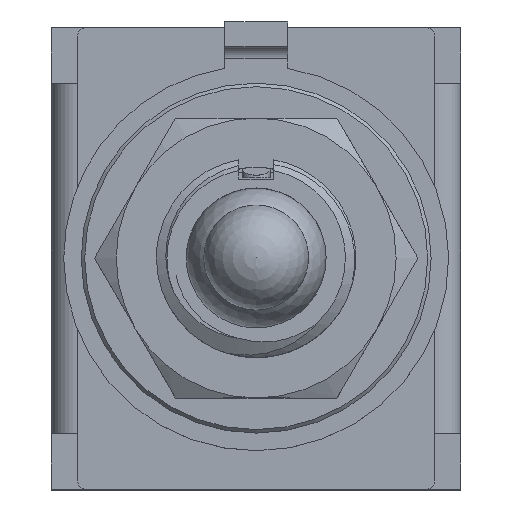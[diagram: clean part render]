
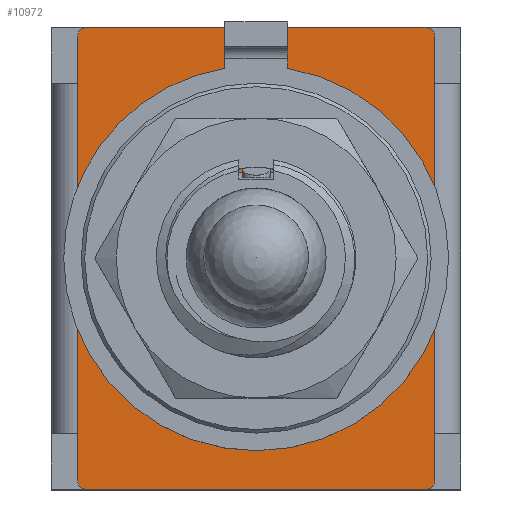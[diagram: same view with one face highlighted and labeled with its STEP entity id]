
A CAD part, top view. The second image highlights one B-rep face of the part: STEP entity #10972.
In plain terms, the highlighted planar face has unit normal (0, 0, 1).
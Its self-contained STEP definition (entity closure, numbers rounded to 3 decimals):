
#10535 = EDGE_CURVE('',#10536,#10538,#10540,.T.);
#10536 = VERTEX_POINT('',#10537);
#10537 = CARTESIAN_POINT('',(-4.85,6.6,0.));
#10538 = VERTEX_POINT('',#10539);
#10539 = CARTESIAN_POINT('',(4.85,6.6,0.));
#10540 = LINE('',#10541,#10542);
#10541 = CARTESIAN_POINT('',(-5.1,6.6,0.));
#10542 = VECTOR('',#10543,1.);
#10543 = DIRECTION('',(1.,0.,0.));
#10566 = EDGE_CURVE('',#10536,#10567,#10569,.T.);
#10567 = VERTEX_POINT('',#10568);
#10568 = CARTESIAN_POINT('',(-5.1,6.35,0.));
#10569 = CIRCLE('',#10570,0.25);
#10570 = AXIS2_PLACEMENT_3D('',#10571,#10572,#10573);
#10571 = CARTESIAN_POINT('',(-4.85,6.35,0.));
#10572 = DIRECTION('',(0.,-0.,1.));
#10573 = DIRECTION('',(0.,1.,0.));
#10591 = EDGE_CURVE('',#10592,#10538,#10594,.T.);
#10592 = VERTEX_POINT('',#10593);
#10593 = CARTESIAN_POINT('',(5.1,6.35,0.));
#10594 = CIRCLE('',#10595,0.25);
#10595 = AXIS2_PLACEMENT_3D('',#10596,#10597,#10598);
#10596 = CARTESIAN_POINT('',(4.85,6.35,0.));
#10597 = DIRECTION('',(0.,-0.,1.));
#10598 = DIRECTION('',(0.,1.,0.));
#10616 = EDGE_CURVE('',#10617,#10567,#10619,.T.);
#10617 = VERTEX_POINT('',#10618);
#10618 = CARTESIAN_POINT('',(-5.1,5.,0.));
#10619 = LINE('',#10620,#10621);
#10620 = CARTESIAN_POINT('',(-5.1,-6.6,0.));
#10621 = VECTOR('',#10622,1.);
#10622 = DIRECTION('',(0.,1.,0.));
#10640 = EDGE_CURVE('',#10592,#10641,#10643,.T.);
#10641 = VERTEX_POINT('',#10642);
#10642 = CARTESIAN_POINT('',(5.1,5.,0.));
#10643 = LINE('',#10644,#10645);
#10644 = CARTESIAN_POINT('',(5.1,6.6,0.));
#10645 = VECTOR('',#10646,1.);
#10646 = DIRECTION('',(0.,-1.,0.));
#10730 = EDGE_CURVE('',#10731,#10733,#10735,.T.);
#10731 = VERTEX_POINT('',#10732);
#10732 = CARTESIAN_POINT('',(-5.1,-6.35,0.));
#10733 = VERTEX_POINT('',#10734);
#10734 = CARTESIAN_POINT('',(-5.1,-5.,0.));
#10735 = LINE('',#10736,#10737);
#10736 = CARTESIAN_POINT('',(-5.1,-6.6,0.));
#10737 = VECTOR('',#10738,1.);
#10738 = DIRECTION('',(0.,1.,0.));
#10761 = EDGE_CURVE('',#10762,#10764,#10766,.T.);
#10762 = VERTEX_POINT('',#10763);
#10763 = CARTESIAN_POINT('',(5.1,-5.,0.));
#10764 = VERTEX_POINT('',#10765);
#10765 = CARTESIAN_POINT('',(5.1,-6.35,0.));
#10766 = LINE('',#10767,#10768);
#10767 = CARTESIAN_POINT('',(5.1,6.6,0.));
#10768 = VECTOR('',#10769,1.);
#10769 = DIRECTION('',(0.,-1.,0.));
#10792 = EDGE_CURVE('',#10793,#10731,#10795,.T.);
#10793 = VERTEX_POINT('',#10794);
#10794 = CARTESIAN_POINT('',(-4.85,-6.6,0.));
#10795 = CIRCLE('',#10796,0.25);
#10796 = AXIS2_PLACEMENT_3D('',#10797,#10798,#10799);
#10797 = CARTESIAN_POINT('',(-4.85,-6.35,0.));
#10798 = DIRECTION('',(0.,0.,-1.));
#10799 = DIRECTION('',(0.,1.,0.));
#10817 = EDGE_CURVE('',#10764,#10818,#10820,.T.);
#10818 = VERTEX_POINT('',#10819);
#10819 = CARTESIAN_POINT('',(4.85,-6.6,0.));
#10820 = CIRCLE('',#10821,0.25);
#10821 = AXIS2_PLACEMENT_3D('',#10822,#10823,#10824);
#10822 = CARTESIAN_POINT('',(4.85,-6.35,0.));
#10823 = DIRECTION('',(0.,0.,-1.));
#10824 = DIRECTION('',(0.,1.,0.));
#10842 = EDGE_CURVE('',#10818,#10793,#10843,.T.);
#10843 = LINE('',#10844,#10845);
#10844 = CARTESIAN_POINT('',(5.1,-6.6,0.));
#10845 = VECTOR('',#10846,1.);
#10846 = DIRECTION('',(-1.,0.,0.));
#10860 = VERTEX_POINT('',#10861);
#10861 = CARTESIAN_POINT('',(0.4,-2.468,0.));
#10885 = VERTEX_POINT('',#10886);
#10886 = CARTESIAN_POINT('',(-0.4,-2.468,0.));
#10892 = EDGE_CURVE('',#10860,#10885,#10893,.T.);
#10893 = CIRCLE('',#10894,2.5);
#10894 = AXIS2_PLACEMENT_3D('',#10895,#10896,#10897);
#10895 = CARTESIAN_POINT('',(0.,0.,0.));
#10896 = DIRECTION('',(0.,0.,1.));
#10897 = DIRECTION('',(1.,0.,0.));
#10972 = ADVANCED_FACE('',(#10973,#10997),#11022,.T.);
#10973 = FACE_BOUND('',#10974,.T.);
#10974 = EDGE_LOOP('',(#10975,#10976,#10977,#10978,#10984,#10985,#10986,
    #10987,#10988,#10989,#10995,#10996));
#10975 = ORIENTED_EDGE('',*,*,#10535,.F.);
#10976 = ORIENTED_EDGE('',*,*,#10566,.T.);
#10977 = ORIENTED_EDGE('',*,*,#10616,.F.);
#10978 = ORIENTED_EDGE('',*,*,#10979,.F.);
#10979 = EDGE_CURVE('',#10733,#10617,#10980,.T.);
#10980 = LINE('',#10981,#10982);
#10981 = CARTESIAN_POINT('',(-5.1,-5.,0.));
#10982 = VECTOR('',#10983,1.);
#10983 = DIRECTION('',(0.,1.,0.));
#10984 = ORIENTED_EDGE('',*,*,#10730,.F.);
#10985 = ORIENTED_EDGE('',*,*,#10792,.F.);
#10986 = ORIENTED_EDGE('',*,*,#10842,.F.);
#10987 = ORIENTED_EDGE('',*,*,#10817,.F.);
#10988 = ORIENTED_EDGE('',*,*,#10761,.F.);
#10989 = ORIENTED_EDGE('',*,*,#10990,.F.);
#10990 = EDGE_CURVE('',#10641,#10762,#10991,.T.);
#10991 = LINE('',#10992,#10993);
#10992 = CARTESIAN_POINT('',(5.1,5.,0.));
#10993 = VECTOR('',#10994,1.);
#10994 = DIRECTION('',(0.,-1.,0.));
#10995 = ORIENTED_EDGE('',*,*,#10640,.F.);
#10996 = ORIENTED_EDGE('',*,*,#10591,.T.);
#10997 = FACE_BOUND('',#10998,.F.);
#10998 = EDGE_LOOP('',(#10999,#11000,#11008,#11016));
#10999 = ORIENTED_EDGE('',*,*,#10892,.T.);
#11000 = ORIENTED_EDGE('',*,*,#11001,.F.);
#11001 = EDGE_CURVE('',#11002,#10885,#11004,.T.);
#11002 = VERTEX_POINT('',#11003);
#11003 = CARTESIAN_POINT('',(-0.4,-3.05,0.));
#11004 = LINE('',#11005,#11006);
#11005 = CARTESIAN_POINT('',(-0.4,-3.05,0.));
#11006 = VECTOR('',#11007,1.);
#11007 = DIRECTION('',(0.,1.,0.));
#11008 = ORIENTED_EDGE('',*,*,#11009,.F.);
#11009 = EDGE_CURVE('',#11010,#11002,#11012,.T.);
#11010 = VERTEX_POINT('',#11011);
#11011 = CARTESIAN_POINT('',(0.4,-3.05,0.));
#11012 = LINE('',#11013,#11014);
#11013 = CARTESIAN_POINT('',(0.4,-3.05,0.));
#11014 = VECTOR('',#11015,1.);
#11015 = DIRECTION('',(-1.,0.,0.));
#11016 = ORIENTED_EDGE('',*,*,#11017,.F.);
#11017 = EDGE_CURVE('',#10860,#11010,#11018,.T.);
#11018 = LINE('',#11019,#11020);
#11019 = CARTESIAN_POINT('',(0.4,-2.468,0.));
#11020 = VECTOR('',#11021,1.);
#11021 = DIRECTION('',(0.,-1.,0.));
#11022 = PLANE('',#11023);
#11023 = AXIS2_PLACEMENT_3D('',#11024,#11025,#11026);
#11024 = CARTESIAN_POINT('',(0.,-0.074,0.));
#11025 = DIRECTION('',(0.,0.,1.));
#11026 = DIRECTION('',(1.,0.,0.));
